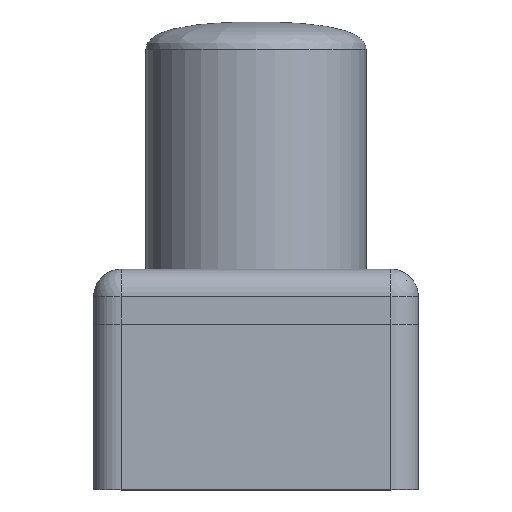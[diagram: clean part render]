
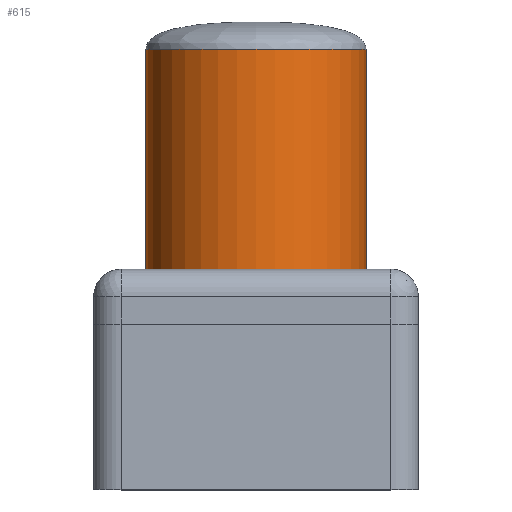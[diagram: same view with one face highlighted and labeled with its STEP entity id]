
A CAD part, top view. The second image highlights one B-rep face of the part: STEP entity #615.
In plain terms, the highlighted cylindrical face has radius 2 mm (diameter 4 mm), a full revolution.
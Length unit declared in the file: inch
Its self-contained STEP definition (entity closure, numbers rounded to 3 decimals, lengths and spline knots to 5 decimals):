
#47=FACE_OUTER_BOUND('',#86,.T.);
#86=EDGE_LOOP('',(#421,#422,#423,#424,#425,#426,#427,#428));
#126=LINE('',#965,#177);
#177=VECTOR('',#765,0.07874);
#229=CIRCLE('',#679,0.07874);
#230=CIRCLE('',#680,0.07875);
#231=CIRCLE('',#681,0.07875);
#232=CIRCLE('',#682,0.07875);
#233=CIRCLE('',#683,0.07875);
#234=CIRCLE('',#684,0.07874);
#267=VERTEX_POINT('',#961);
#268=VERTEX_POINT('',#962);
#269=VERTEX_POINT('',#964);
#270=VERTEX_POINT('',#966);
#271=VERTEX_POINT('',#968);
#272=VERTEX_POINT('',#970);
#327=EDGE_CURVE('',#267,#268,#229,.T.);
#328=EDGE_CURVE('',#268,#269,#126,.T.);
#329=EDGE_CURVE('',#269,#270,#230,.T.);
#330=EDGE_CURVE('',#270,#271,#231,.T.);
#331=EDGE_CURVE('',#271,#272,#232,.T.);
#332=EDGE_CURVE('',#272,#269,#233,.T.);
#333=EDGE_CURVE('',#268,#267,#234,.T.);
#421=ORIENTED_EDGE('',*,*,#327,.T.);
#422=ORIENTED_EDGE('',*,*,#328,.T.);
#423=ORIENTED_EDGE('',*,*,#329,.T.);
#424=ORIENTED_EDGE('',*,*,#330,.T.);
#425=ORIENTED_EDGE('',*,*,#331,.T.);
#426=ORIENTED_EDGE('',*,*,#332,.T.);
#427=ORIENTED_EDGE('',*,*,#328,.F.);
#428=ORIENTED_EDGE('',*,*,#333,.T.);
#598=CYLINDRICAL_SURFACE('',#678,0.07874);
#615=ADVANCED_FACE('',(#47),#598,.T.);
#678=AXIS2_PLACEMENT_3D('',#960,#761,#762);
#679=AXIS2_PLACEMENT_3D('',#963,#763,#764);
#680=AXIS2_PLACEMENT_3D('',#967,#766,#767);
#681=AXIS2_PLACEMENT_3D('',#969,#768,#769);
#682=AXIS2_PLACEMENT_3D('',#971,#770,#771);
#683=AXIS2_PLACEMENT_3D('',#972,#772,#773);
#684=AXIS2_PLACEMENT_3D('',#973,#774,#775);
#761=DIRECTION('center_axis',(0.,-1.,0.));
#762=DIRECTION('ref_axis',(0.,0.,-1.));
#763=DIRECTION('center_axis',(0.,1.,0.));
#764=DIRECTION('ref_axis',(0.,0.,-1.));
#765=DIRECTION('',(0.,1.,0.));
#766=DIRECTION('center_axis',(0.,-1.,0.));
#767=DIRECTION('ref_axis',(-1.,0.,0.));
#768=DIRECTION('center_axis',(0.,-1.,0.));
#769=DIRECTION('ref_axis',(0.,0.,-1.));
#770=DIRECTION('center_axis',(0.,-1.,0.));
#771=DIRECTION('ref_axis',(1.,0.,0.));
#772=DIRECTION('center_axis',(0.,-1.,0.));
#773=DIRECTION('ref_axis',(0.,0.,1.));
#774=DIRECTION('center_axis',(0.,1.,0.));
#775=DIRECTION('ref_axis',(0.,0.,-1.));
#960=CARTESIAN_POINT('Origin',(0.,0.18602,0.));
#961=CARTESIAN_POINT('',(0.,0.,-0.07874));
#962=CARTESIAN_POINT('',(0.,0.,0.07874));
#963=CARTESIAN_POINT('Origin',(0.,0.,0.));
#964=CARTESIAN_POINT('',(0.,0.15748,0.07875));
#965=CARTESIAN_POINT('',(0.,0.18602,0.07874));
#966=CARTESIAN_POINT('',(-0.07875,0.15748,0.));
#967=CARTESIAN_POINT('Origin',(0.,0.15748,
0.));
#968=CARTESIAN_POINT('',(0.,0.15748,-0.07875));
#969=CARTESIAN_POINT('Origin',(0.,0.15748,0.));
#970=CARTESIAN_POINT('',(0.07875,0.15748,0.));
#971=CARTESIAN_POINT('Origin',(0.,0.15748,
0.));
#972=CARTESIAN_POINT('Origin',(0.,0.15748,
0.));
#973=CARTESIAN_POINT('Origin',(0.,0.,0.));
